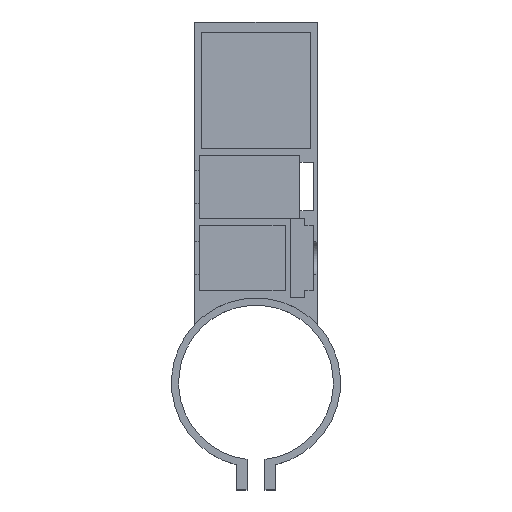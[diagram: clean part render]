
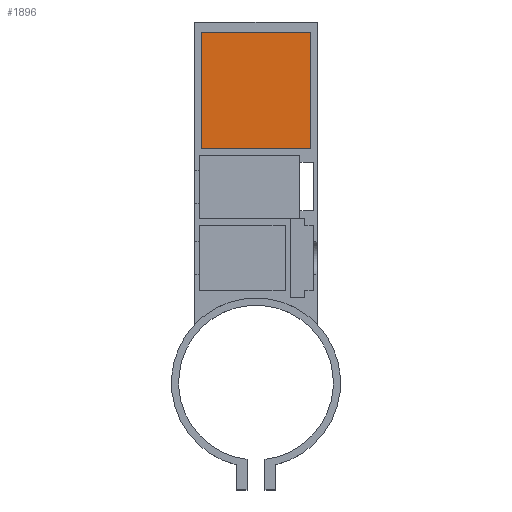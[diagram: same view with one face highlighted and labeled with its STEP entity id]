
A CAD part, top view. The second image highlights one B-rep face of the part: STEP entity #1896.
In plain terms, the highlighted planar face has unit normal (0, 0, 1).
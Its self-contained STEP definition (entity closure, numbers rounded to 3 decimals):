
#1778 = VERTEX_POINT('',#1779);
#1779 = CARTESIAN_POINT('',(-15.25,65.2,2.));
#1785 = EDGE_CURVE('',#1786,#1778,#1788,.T.);
#1786 = VERTEX_POINT('',#1787);
#1787 = CARTESIAN_POINT('',(-15.25,97.2,2.));
#1788 = LINE('',#1789,#1790);
#1789 = CARTESIAN_POINT('',(-15.25,97.2,2.));
#1790 = VECTOR('',#1791,1.);
#1791 = DIRECTION('',(0.,-1.,0.));
#1808 = VERTEX_POINT('',#1809);
#1809 = CARTESIAN_POINT('',(15.25,97.2,2.));
#1817 = EDGE_CURVE('',#1808,#1786,#1818,.T.);
#1818 = LINE('',#1819,#1820);
#1819 = CARTESIAN_POINT('',(15.25,97.2,2.));
#1820 = VECTOR('',#1821,1.);
#1821 = DIRECTION('',(-1.,0.,0.));
#1834 = VERTEX_POINT('',#1835);
#1835 = CARTESIAN_POINT('',(15.25,65.2,2.));
#1841 = EDGE_CURVE('',#1778,#1834,#1842,.T.);
#1842 = LINE('',#1843,#1844);
#1843 = CARTESIAN_POINT('',(-15.25,65.2,2.));
#1844 = VECTOR('',#1845,1.);
#1845 = DIRECTION('',(1.,0.,0.));
#1858 = EDGE_CURVE('',#1834,#1808,#1859,.T.);
#1859 = LINE('',#1860,#1861);
#1860 = CARTESIAN_POINT('',(15.25,65.2,2.));
#1861 = VECTOR('',#1862,1.);
#1862 = DIRECTION('',(0.,1.,0.));
#1896 = ADVANCED_FACE('',(#1897),#1903,.T.);
#1897 = FACE_BOUND('',#1898,.T.);
#1898 = EDGE_LOOP('',(#1899,#1900,#1901,#1902));
#1899 = ORIENTED_EDGE('',*,*,#1785,.T.);
#1900 = ORIENTED_EDGE('',*,*,#1841,.T.);
#1901 = ORIENTED_EDGE('',*,*,#1858,.T.);
#1902 = ORIENTED_EDGE('',*,*,#1817,.T.);
#1903 = PLANE('',#1904);
#1904 = AXIS2_PLACEMENT_3D('',#1905,#1906,#1907);
#1905 = CARTESIAN_POINT('',(-1.93,59.777,2.));
#1906 = DIRECTION('',(0.,0.,1.));
#1907 = DIRECTION('',(1.,0.,0.));
